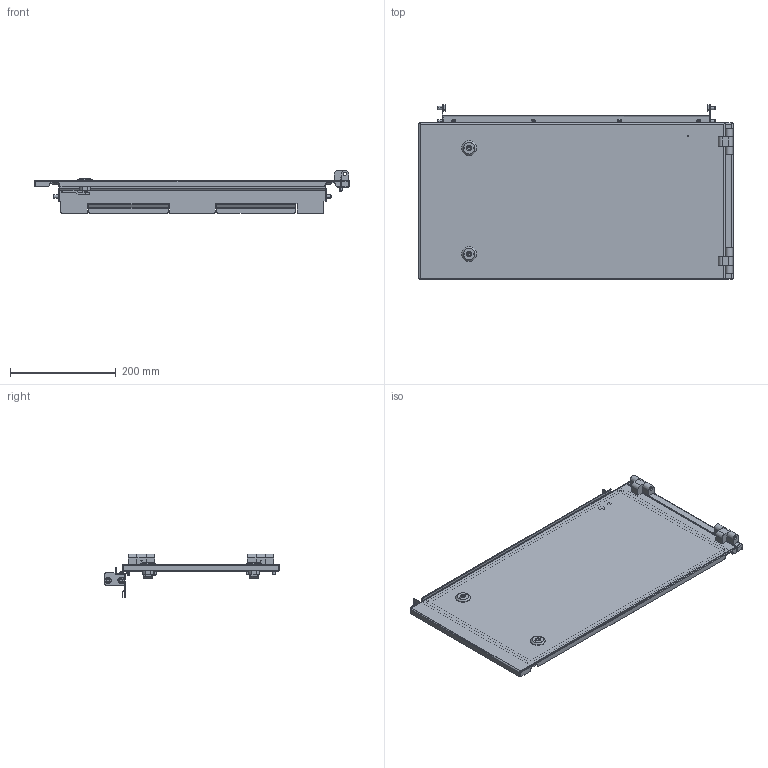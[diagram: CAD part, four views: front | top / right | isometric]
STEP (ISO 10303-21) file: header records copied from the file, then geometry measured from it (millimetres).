
FILE_DESCRIPTION (( 'STEP AP214' ), '1' );
FILE_NAME ('YKM40D-FO-DMS-030-060-54 FORMAT Äâåðü ìåòàëëè÷åñêàÿ ÷àñòè÷íàÿ 300õ600ìì IP54 IEK.STEP', '2022-05-30T08:33:49', ( '' ), ( '' ), 'SwSTEP 2.0', 'SolidWorks 2017', '' );
FILE_SCHEMA (( 'AUTOMOTIVE_DESIGN' ));
Length unit declared in the file: millimetre
Products named in the file (1): YKM40D-FO-DMS-030-060-54 FORMAT Äâåðü ìåòàëëè÷åñêàÿ ÷àñòè÷íàÿ 300õ600ìì IP54 IEK
Bounding box: 594 x 330.5 x 82.1 mm (x, y, z)
Volume: 474980.5 mm3; surface area: 599658 mm2
Topology: 37 solids, 37 shells, 1263 faces, 3191 edges, 2026 vertices
Faces by surface type: plane 634, cylinder 411, cone 134, bspline 60, sphere 20, torus 4
Entity records: 54706 total; most frequent: CARTESIAN_POINT 10003, DIRECTION 6359, ORIENTED_EDGE 6350, EDGE_CURVE 3175, AXIS2_PLACEMENT_3D 2376, VERTEX_POINT 2026, LINE 1607, VECTOR 1607
